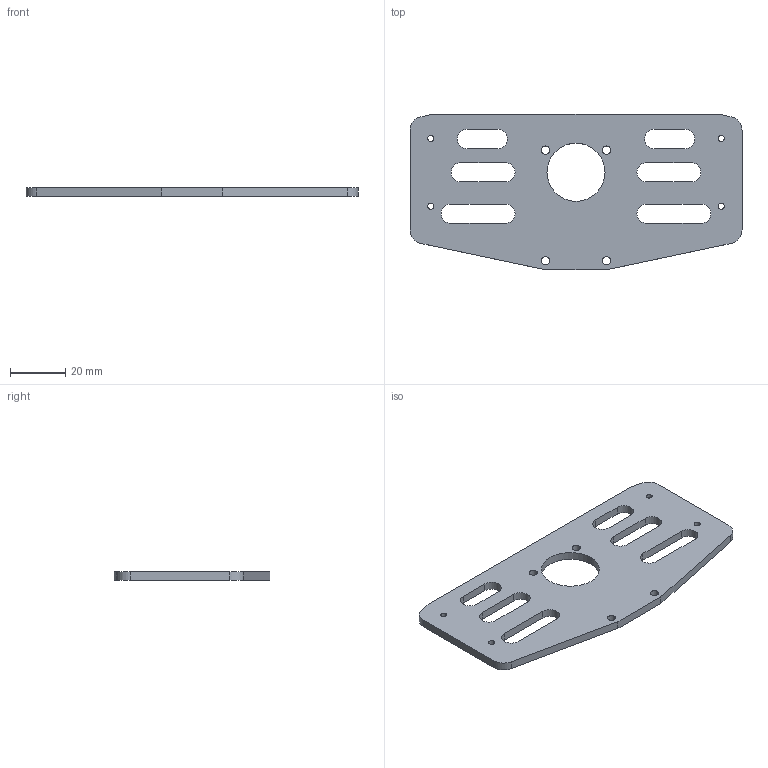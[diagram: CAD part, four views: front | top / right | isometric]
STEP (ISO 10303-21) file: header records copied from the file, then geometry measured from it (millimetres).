
FILE_DESCRIPTION (( 'STEP AP214' ), '1' );
FILE_NAME ('W-gripper_backplate_v1.STEP', '2023-07-31T19:25:43', ( '' ), ( '' ), 'SwSTEP 2.0', 'SolidWorks 2021', '' );
FILE_SCHEMA (( 'AUTOMOTIVE_DESIGN' ));
Length unit declared in the file: millimetre
Products named in the file (1): W-gripper_backplate_v1
Bounding box: 120 x 56.25 x 3 mm (x, y, z)
Volume: 14816.4 mm3; surface area: 12206.6 mm2
Topology: 1 solids, 1 shells, 62 faces, 180 edges, 120 vertices
Faces by surface type: cylinder 40, plane 22
Entity records: 2178 total; most frequent: DIRECTION 386, CARTESIAN_POINT 363, ORIENTED_EDGE 360, EDGE_CURVE 180, AXIS2_PLACEMENT_3D 143, VERTEX_POINT 120, LINE 100, VECTOR 100
